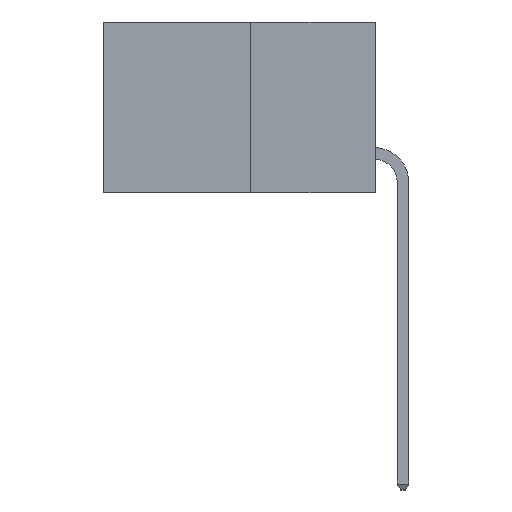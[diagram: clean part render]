
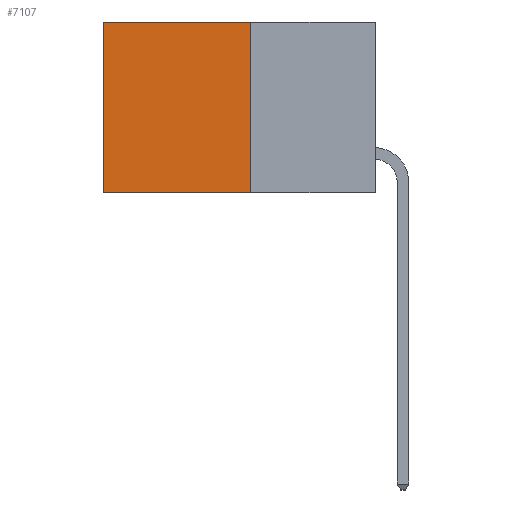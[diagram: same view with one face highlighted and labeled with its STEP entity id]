
A CAD part, left-side view. The second image highlights one B-rep face of the part: STEP entity #7107.
In plain terms, the highlighted planar face has unit normal (-1, 0, 0).
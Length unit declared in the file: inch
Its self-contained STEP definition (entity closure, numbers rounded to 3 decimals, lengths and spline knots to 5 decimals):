
#60 = AXIS2_PLACEMENT_3D ( 'NONE', #12269, #12210, #12188 ) ;
#67 = VERTEX_POINT ( 'NONE', #2425 ) ;
#1063 = EDGE_CURVE ( 'NONE', #4153, #67, #16691, .T. ) ;
#1101 = CARTESIAN_POINT ( 'NONE',  ( 0.277, 0.59, -0.37 ) ) ;
#1581 = DIRECTION ( 'NONE',  ( 0., 1., 0. ) ) ;
#1775 = CARTESIAN_POINT ( 'NONE',  ( 0.277, 0.27, 0. ) ) ;
#2351 = ORIENTED_EDGE ( 'NONE', *, *, #1063, .F. ) ;
#2425 = CARTESIAN_POINT ( 'NONE',  ( 0.277, 0.59, -0.37 ) ) ;
#2818 = VERTEX_POINT ( 'NONE', #12368 ) ;
#4153 = VERTEX_POINT ( 'NONE', #10929 ) ;
#5072 = FACE_OUTER_BOUND ( 'NONE', #12335, .T. ) ;
#5861 = DIRECTION ( 'NONE',  ( 0., 1., 0. ) ) ;
#6148 = CARTESIAN_POINT ( 'NONE',  ( 0.277, 0.27, 0. ) ) ;
#6228 = CARTESIAN_POINT ( 'NONE',  ( 0.277, 0.27, -0.37 ) ) ;
#7022 = EDGE_CURVE ( 'NONE', #11987, #4153, #7567, .T. ) ;
#7107 = ADVANCED_FACE ( 'NONE', ( #5072 ), #12686, .F. ) ;
#7402 = EDGE_CURVE ( 'NONE', #11987, #2818, #15091, .T. ) ;
#7567 = LINE ( 'NONE', #15649, #13855 ) ;
#8201 = ORIENTED_EDGE ( 'NONE', *, *, #7022, .F. ) ;
#8812 = ORIENTED_EDGE ( 'NONE', *, *, #7402, .T. ) ;
#9613 = VECTOR ( 'NONE', #5861, 39.37008 ) ;
#10446 = LINE ( 'NONE', #1101, #17101 ) ;
#10929 = CARTESIAN_POINT ( 'NONE',  ( 0.277, 0.27, -0.37 ) ) ;
#11731 = DIRECTION ( 'NONE',  ( 0., 0., -1. ) ) ;
#11987 = VERTEX_POINT ( 'NONE', #6148 ) ;
#12188 = DIRECTION ( 'NONE',  ( 0., 0., -1. ) ) ;
#12210 = DIRECTION ( 'NONE',  ( 1., 0., 0. ) ) ;
#12269 = CARTESIAN_POINT ( 'NONE',  ( 0.277, 0.27, -0.37 ) ) ;
#12335 = EDGE_LOOP ( 'NONE', ( #13114, #2351, #8201, #8812 ) ) ;
#12368 = CARTESIAN_POINT ( 'NONE',  ( 0.277, 0.59, 0. ) ) ;
#12686 = PLANE ( 'NONE',  #60 ) ;
#13114 = ORIENTED_EDGE ( 'NONE', *, *, #14584, .T. ) ;
#13855 = VECTOR ( 'NONE', #15949, 39.37008 ) ;
#14584 = EDGE_CURVE ( 'NONE', #2818, #67, #10446, .T. ) ;
#14678 = VECTOR ( 'NONE', #1581, 39.37008 ) ;
#15091 = LINE ( 'NONE', #1775, #14678 ) ;
#15649 = CARTESIAN_POINT ( 'NONE',  ( 0.277, 0.27, -0.37 ) ) ;
#15949 = DIRECTION ( 'NONE',  ( 0., 0., -1. ) ) ;
#16691 = LINE ( 'NONE', #6228, #9613 ) ;
#17101 = VECTOR ( 'NONE', #11731, 39.37008 ) ;
